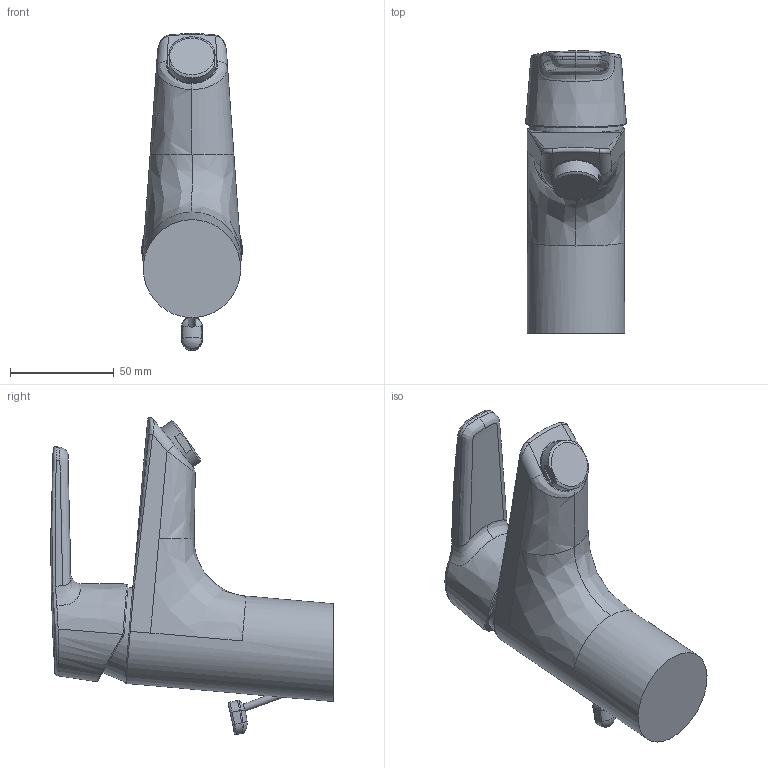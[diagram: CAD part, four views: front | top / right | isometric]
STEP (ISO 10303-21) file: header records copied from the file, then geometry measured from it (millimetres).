
FILE_DESCRIPTION (( 'STEP AP203' ), '1' );
FILE_NAME ('3904(2016)+3904F(2016)+51402293+51531193.STEP', '2017-03-09T05:50:29', ( '' ), ( '' ), 'SwSTEP 2.0', 'SolidWorks 2016', '' );
FILE_SCHEMA (( 'CONFIG_CONTROL_DESIGN' ));
Length unit declared in the file: millimetre
Products named in the file (1): 3904(2016)+3904F(2016)+51402293+51531193
Bounding box: 48.62 x 136.35 x 153 mm (x, y, z)
Volume: 325808.4 mm3; surface area: 37328.9 mm2
Topology: 1 solids, 1 shells, 90 faces, 249 edges, 163 vertices
Faces by surface type: bspline 53, cylinder 15, plane 14, torus 4, cone 2, sphere 2
Full cylindrical faces by diameter (mm): 3.5 x1, 24 x1, 47.015 x1
Entity records: 15346 total; most frequent: CARTESIAN_POINT 13503, ORIENTED_EDGE 474, EDGE_CURVE 237, DIRECTION 197, VERTEX_POINT 157, B_SPLINE_CURVE_WITH_KNOTS 156, EDGE_LOOP 98, FACE_OUTER_BOUND 94
